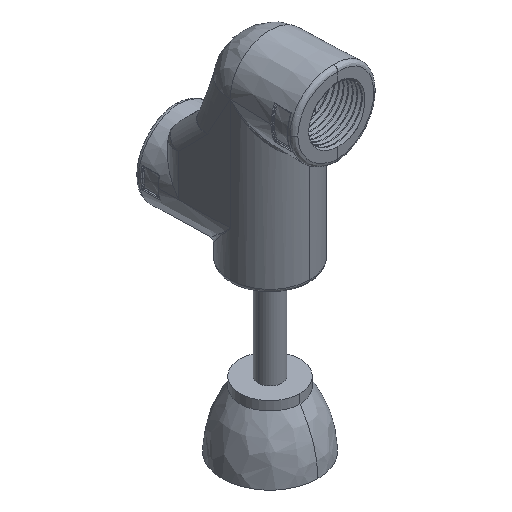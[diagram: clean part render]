
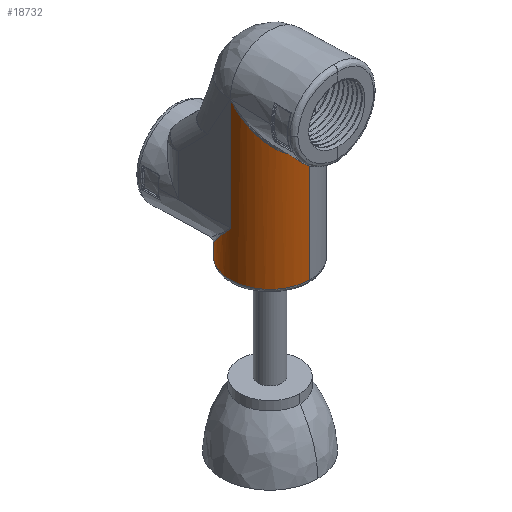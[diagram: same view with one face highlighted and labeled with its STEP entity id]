
A CAD part, isometric view. The second image highlights one B-rep face of the part: STEP entity #18732.
In plain terms, the highlighted cylindrical face has radius 15.875 mm (diameter 31.75 mm), a partial arc.
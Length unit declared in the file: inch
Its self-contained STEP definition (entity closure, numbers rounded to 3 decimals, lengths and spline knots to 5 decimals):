
#8123=CARTESIAN_POINT('',(0.,0.,-0.7025));
#8124=DIRECTION('',(0.,0.,-1.));
#8125=DIRECTION('',(0.,-1.,0.));
#8126=AXIS2_PLACEMENT_3D('',#8123,#8124,#8125);
#8148=DIRECTION('',(0.,0.,1.));
#8149=VECTOR('',#8148,0.00055);
#8150=CARTESIAN_POINT('',(0.,0.625,-0.7025));
#8151=LINE('',#8150,#8149);
#8442=CARTESIAN_POINT('',(-0.625,0.,
0.00433));
#8443=CARTESIAN_POINT('',(-0.625,-0.00063,
0.00193));
#8444=CARTESIAN_POINT('',(-0.625,-0.00089,
-0.00284));
#8445=CARTESIAN_POINT('',(-0.625,0.002,
-0.00998));
#8446=CARTESIAN_POINT('',(-0.62497,0.00673,
-0.01711));
#8447=CARTESIAN_POINT('',(-0.62489,0.0123,
-0.02445));
#8448=CARTESIAN_POINT('',(-0.62474,0.0184,
-0.03186));
#8449=CARTESIAN_POINT('',(-0.62451,0.02507,
-0.03973));
#8450=CARTESIAN_POINT('',(-0.62418,0.0324,
-0.04817));
#8451=CARTESIAN_POINT('',(-0.62371,0.04037,
-0.05723));
#8452=CARTESIAN_POINT('',(-0.6231,0.04899,
-0.06694));
#8453=CARTESIAN_POINT('',(-0.62231,0.05824,
-0.0773));
#8454=CARTESIAN_POINT('',(-0.6213,0.06817,
-0.08838));
#8455=CARTESIAN_POINT('',(-0.62004,0.07888,
-0.10028));
#8456=CARTESIAN_POINT('',(-0.61846,0.09042,
-0.11308));
#8457=CARTESIAN_POINT('',(-0.61652,0.10287,
-0.12688));
#8458=CARTESIAN_POINT('',(-0.61413,0.11633,
-0.14176));
#8459=CARTESIAN_POINT('',(-0.61121,0.13085,
-0.15781));
#8460=CARTESIAN_POINT('',(-0.60766,0.14654,
-0.17512));
#8461=CARTESIAN_POINT('',(-0.60334,0.16345,
-0.19378));
#8462=CARTESIAN_POINT('',(-0.59813,0.18165,
-0.21386));
#8463=CARTESIAN_POINT('',(-0.59185,0.20121,
-0.23542));
#8464=CARTESIAN_POINT('',(-0.58432,0.22221,
-0.25855));
#8465=CARTESIAN_POINT('',(-0.57521,0.24491,
-0.28356));
#8466=CARTESIAN_POINT('',(-0.56412,0.26955,
-0.31071));
#8467=CARTESIAN_POINT('',(-0.55058,0.29634,
-0.3402));
#8468=CARTESIAN_POINT('',(-0.53399,0.32541,
-0.37222));
#8469=CARTESIAN_POINT('',(-0.51363,0.35684,
-0.40681));
#8470=CARTESIAN_POINT('',(-0.48867,0.39048,
-0.44385));
#8471=CARTESIAN_POINT('',(-0.4581,0.42614,
-0.4831));
#8472=CARTESIAN_POINT('',(-0.41985,0.46421,
-0.525));
#8473=CARTESIAN_POINT('',(-0.37064,0.50481,
-0.56968));
#8474=CARTESIAN_POINT('',(-0.3084,0.54555,
-0.61452));
#8475=CARTESIAN_POINT('',(-0.23387,0.58162,
-0.65421));
#8476=CARTESIAN_POINT('',(-0.155,0.60731,
-0.68248));
#8477=CARTESIAN_POINT('',(-0.0762,0.62199,
-0.69864));
#8478=CARTESIAN_POINT('',(-0.02505,0.625,
-0.70195));
#8479=CARTESIAN_POINT('',(0.,0.625,
-0.70195));
#8481=DIRECTION('',(0.,0.,-1.));
#8482=VECTOR('',#8481,1.73958);
#8483=CARTESIAN_POINT('',(-0.625,0.,
1.74391));
#8484=LINE('',#8483,#8482);
#8535=CARTESIAN_POINT('',(0.,-0.625,
1.04225));
#8536=CARTESIAN_POINT('',(-0.02515,-0.625,
1.04225));
#8537=CARTESIAN_POINT('',(-0.07649,-0.62196,
1.0456));
#8538=CARTESIAN_POINT('',(-0.1554,-0.60722,
1.06183));
#8539=CARTESIAN_POINT('',(-0.23477,-0.5813,
1.09037));
#8540=CARTESIAN_POINT('',(-0.31022,-0.54458,
1.13079));
#8541=CARTESIAN_POINT('',(-0.37347,-0.50279,
1.17681));
#8542=CARTESIAN_POINT('',(-0.42329,-0.46111,
1.22269));
#8543=CARTESIAN_POINT('',(-0.46182,-0.42214,
1.26561));
#8544=CARTESIAN_POINT('',(-0.49251,-0.38566,
1.30579));
#8545=CARTESIAN_POINT('',(-0.51748,-0.35124,
1.34371));
#8546=CARTESIAN_POINT('',(-0.53778,-0.31914,
1.37908));
#8547=CARTESIAN_POINT('',(-0.55422,-0.28949,
1.41176));
#8548=CARTESIAN_POINT('',(-0.56758,-0.26222,
1.44182));
#8549=CARTESIAN_POINT('',(-0.57845,-0.23715,
1.46947));
#8550=CARTESIAN_POINT('',(-0.58736,-0.21406,
1.49494));
#8551=CARTESIAN_POINT('',(-0.59469,-0.19269,
1.51853));
#8552=CARTESIAN_POINT('',(-0.60076,-0.17277,
1.54054));
#8553=CARTESIAN_POINT('',(-0.60577,-0.15423,
1.56104));
#8554=CARTESIAN_POINT('',(-0.60987,-0.13702,
1.58009));
#8555=CARTESIAN_POINT('',(-0.61323,-0.12107,
1.59776));
#8556=CARTESIAN_POINT('',(-0.61595,-0.10632,
1.61413));
#8557=CARTESIAN_POINT('',(-0.61814,-0.09269,
1.6293));
#8558=CARTESIAN_POINT('',(-0.61989,-0.08009,
1.64337));
#8559=CARTESIAN_POINT('',(-0.62128,-0.06844,
1.65643));
#8560=CARTESIAN_POINT('',(-0.62236,-0.05765,
1.66858));
#8561=CARTESIAN_POINT('',(-0.62321,-0.04763,
1.67995));
#8562=CARTESIAN_POINT('',(-0.62384,-0.03834,
1.69061));
#8563=CARTESIAN_POINT('',(-0.62431,-0.02979,
1.70059));
#8564=CARTESIAN_POINT('',(-0.62463,-0.02199,
1.70993));
#8565=CARTESIAN_POINT('',(-0.62483,-0.01495,
1.7187));
#8566=CARTESIAN_POINT('',(-0.62495,-0.00866,
1.72716));
#8567=CARTESIAN_POINT('',(-0.625,-0.00318,
1.73562));
#8568=CARTESIAN_POINT('',(-0.625,-0.00078,
1.7411));
#8569=CARTESIAN_POINT('',(-0.625,0.,
1.74391));
#10133=DIRECTION('',(0.,0.,1.));
#10134=VECTOR('',#10133,1.74475);
#10135=CARTESIAN_POINT('',(0.,-0.625,-0.7025));
#10136=LINE('',#10135,#10134);
#13001=CARTESIAN_POINT('',(0.,-0.625,-0.7025));
#13002=CARTESIAN_POINT('',(0.,0.625,-0.7025));
#13003=VERTEX_POINT('',#13001);
#13004=VERTEX_POINT('',#13002);
#13029=VERTEX_POINT('',#8442);
#13030=VERTEX_POINT('',#8479);
#13032=VERTEX_POINT('',#8535);
#13033=VERTEX_POINT('',#8569);
#18719=CARTESIAN_POINT('',(0.,0.,-0.765));
#18720=DIRECTION('',(0.,0.,-1.));
#18721=DIRECTION('',(0.,-1.,0.));
#18722=AXIS2_PLACEMENT_3D('',#18719,#18720,#18721);
#18723=CYLINDRICAL_SURFACE('',#18722,0.625);
#18724=ORIENTED_EDGE('',*,*,#15666,.F.);
#18725=ORIENTED_EDGE('',*,*,#14785,.F.);
#18726=ORIENTED_EDGE('',*,*,#14745,.T.);
#18727=ORIENTED_EDGE('',*,*,#14782,.T.);
#18728=ORIENTED_EDGE('',*,*,#15483,.F.);
#18729=ORIENTED_EDGE('',*,*,#15496,.F.);
#18730=EDGE_LOOP('',(#18724,#18725,#18726,#18727,#18728,#18729));
#18731=FACE_OUTER_BOUND('',#18730,.F.);
#18732=ADVANCED_FACE('',(#18731),#18723,.T.);
#8127=CIRCLE('',#8126,0.625);
#8480=B_SPLINE_CURVE_WITH_KNOTS('',3,(#8442,#8443,#8444,#8445,#8446,#8447,#8448,
#8449,#8450,#8451,#8452,#8453,#8454,#8455,#8456,#8457,#8458,#8459,#8460,#8461,
#8462,#8463,#8464,#8465,#8466,#8467,#8468,#8469,#8470,#8471,#8472,#8473,#8474,
#8475,#8476,#8477,#8478,#8479),.UNSPECIFIED.,.F.,.F.,(4,1,1,1,1,1,1,1,1,1,1,1,1,
1,1,1,1,1,1,1,1,1,1,1,1,1,1,1,1,1,1,1,1,1,1,4),(0.,0.02857,
0.05714,0.08571,0.11429,0.14286,
0.17143,0.2,0.22857,0.25714,0.28571,
0.31429,0.34286,0.37143,0.4,0.42857,
0.45714,0.48571,0.51429,0.54286,
0.57143,0.6,0.62857,0.65714,0.68571,
0.71429,0.74286,0.77143,0.8,0.82857,
0.85714,0.88571,0.91429,0.94286,
0.97143,1.),.UNSPECIFIED.);
#8570=B_SPLINE_CURVE_WITH_KNOTS('',3,(#8535,#8536,#8537,#8538,#8539,#8540,#8541,
#8542,#8543,#8544,#8545,#8546,#8547,#8548,#8549,#8550,#8551,#8552,#8553,#8554,
#8555,#8556,#8557,#8558,#8559,#8560,#8561,#8562,#8563,#8564,#8565,#8566,#8567,
#8568,#8569),.UNSPECIFIED.,.F.,.F.,(4,1,1,1,1,1,1,1,1,1,1,1,1,1,1,1,1,1,1,1,1,1,
1,1,1,1,1,1,1,1,1,1,4),(0.,0.03125,0.0625,0.09375,0.125,0.15625,
0.1875,0.21875,0.25,0.28125,0.3125,0.34375,0.375,0.40625,
0.4375,0.46875,0.5,0.53125,0.5625,0.59375,0.625,0.65625,
0.6875,0.71875,0.75,0.78125,0.8125,0.84375,0.875,0.90625,
0.9375,0.96875,1.),.UNSPECIFIED.);
#14745=EDGE_CURVE('',#13003,#13004,#8127,.T.);
#14782=EDGE_CURVE('',#13004,#13030,#8151,.T.);
#14785=EDGE_CURVE('',#13003,#13032,#10136,.T.);
#15483=EDGE_CURVE('',#13029,#13030,#8480,.T.);
#15496=EDGE_CURVE('',#13033,#13029,#8484,.T.);
#15666=EDGE_CURVE('',#13032,#13033,#8570,.T.);
